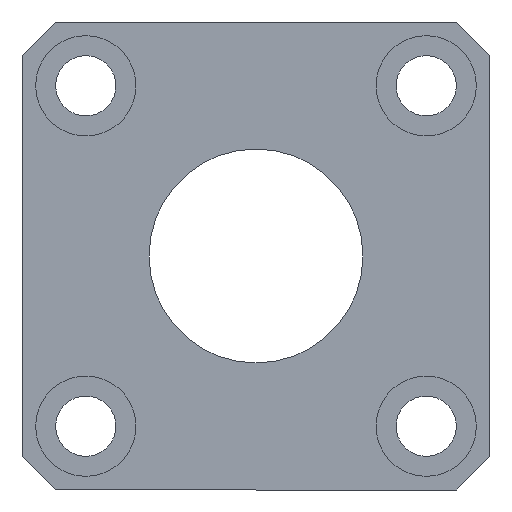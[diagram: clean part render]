
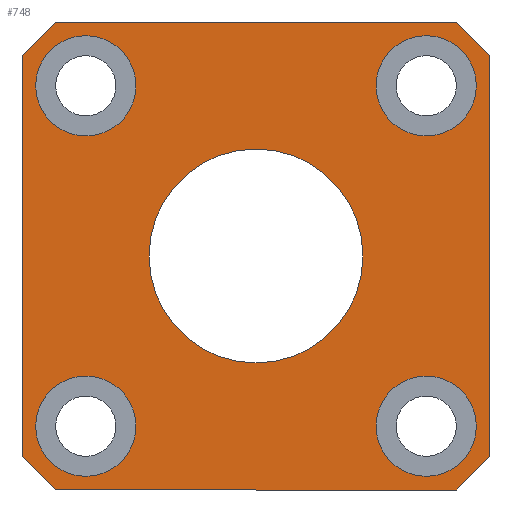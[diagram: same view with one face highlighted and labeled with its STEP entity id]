
A CAD part, left-side view. The second image highlights one B-rep face of the part: STEP entity #748.
In plain terms, the highlighted planar face has unit normal (-1, 0, 0).
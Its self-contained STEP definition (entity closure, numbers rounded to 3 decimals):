
#7 = CARTESIAN_POINT ( 'NONE',  ( 0., 12.728, -8.978 ) ) ;
#14 = VERTEX_POINT ( 'NONE', #27 ) ;
#22 = DIRECTION ( 'NONE',  ( 0., 0.707, -0.707 ) ) ;
#24 = CARTESIAN_POINT ( 'NONE',  ( 0., -12.728, -8.978 ) ) ;
#25 = PLANE ( 'NONE',  #765 ) ;
#27 = CARTESIAN_POINT ( 'NONE',  ( 0., 0., -8. ) ) ;
#36 = VERTEX_POINT ( 'NONE', #24 ) ;
#38 = DIRECTION ( 'NONE',  ( 0., 1., 0. ) ) ;
#45 = VERTEX_POINT ( 'NONE', #48 ) ;
#48 = CARTESIAN_POINT ( 'NONE',  ( 0., -12.728, 16.478 ) ) ;
#50 = DIRECTION ( 'NONE',  ( 0., 0., -1. ) ) ;
#51 = CARTESIAN_POINT ( 'NONE',  ( 0., -15.027, -17.5 ) ) ;
#55 = DIRECTION ( 'NONE',  ( -1., 0., 0. ) ) ;
#58 = VERTEX_POINT ( 'NONE', #91 ) ;
#70 = CARTESIAN_POINT ( 'NONE',  ( 0., 0., 32.527 ) ) ;
#84 = CARTESIAN_POINT ( 'NONE',  ( 0., -17.5, -15.027 ) ) ;
#85 = DIRECTION ( 'NONE',  ( 1., 0., 0. ) ) ;
#86 = VERTEX_POINT ( 'NONE', #7 ) ;
#91 = CARTESIAN_POINT ( 'NONE',  ( 0., 12.728, 16.478 ) ) ;
#94 = DIRECTION ( 'NONE',  ( 0., 0., 1. ) ) ;
#102 = LINE ( 'NONE', #533, #199 ) ;
#105 = VECTOR ( 'NONE', #38, 1000. ) ;
#106 = LINE ( 'NONE', #51, #105 ) ;
#107 = VECTOR ( 'NONE', #22, 1000. ) ;
#111 = LINE ( 'NONE', #84, #107 ) ;
#115 = FACE_BOUND ( 'NONE', #356, .T. ) ;
#117 = FACE_OUTER_BOUND ( 'NONE', #256, .T. ) ;
#120 = FACE_BOUND ( 'NONE', #406, .T. ) ;
#122 = FACE_BOUND ( 'NONE', #353, .T. ) ;
#124 = FACE_BOUND ( 'NONE', #378, .T. ) ;
#134 = CIRCLE ( 'NONE', #758, 3.75 ) ;
#141 = VECTOR ( 'NONE', #546, 1000. ) ;
#145 = FACE_BOUND ( 'NONE', #372, .T. ) ;
#158 = CIRCLE ( 'NONE', #731, 3.75 ) ;
#160 = CIRCLE ( 'NONE', #730, 3.75 ) ;
#169 = LINE ( 'NONE', #549, #141 ) ;
#182 = CIRCLE ( 'NONE', #727, 3.75 ) ;
#183 = CIRCLE ( 'NONE', #701, 8. ) ;
#188 = VECTOR ( 'NONE', #616, 1000. ) ;
#189 = LINE ( 'NONE', #615, #188 ) ;
#196 = LINE ( 'NONE', #534, #208 ) ;
#199 = VECTOR ( 'NONE', #535, 1000. ) ;
#208 = VECTOR ( 'NONE', #423, 1000. ) ;
#224 = EDGE_CURVE ( 'NONE', #424, #574, #250, .T. ) ;
#225 = EDGE_CURVE ( 'NONE', #574, #634, #252, .T. ) ;
#249 = VECTOR ( 'NONE', #420, 1000. ) ;
#250 = LINE ( 'NONE', #628, #249 ) ;
#251 = VECTOR ( 'NONE', #599, 1000. ) ;
#252 = LINE ( 'NONE', #559, #251 ) ;
#256 = EDGE_LOOP ( 'NONE', ( #376, #326, #286, #336, #377, #391, #324, #344 ) ) ;
#279 = ORIENTED_EDGE ( 'NONE', *, *, #683, .F. ) ;
#286 = ORIENTED_EDGE ( 'NONE', *, *, #733, .F. ) ;
#324 = ORIENTED_EDGE ( 'NONE', *, *, #666, .F. ) ;
#326 = ORIENTED_EDGE ( 'NONE', *, *, #224, .F. ) ;
#336 = ORIENTED_EDGE ( 'NONE', *, *, #802, .F. ) ;
#339 = ORIENTED_EDGE ( 'NONE', *, *, #672, .F. ) ;
#344 = ORIENTED_EDGE ( 'NONE', *, *, #670, .F. ) ;
#353 = EDGE_LOOP ( 'NONE', ( #402 ) ) ;
#356 = EDGE_LOOP ( 'NONE', ( #387 ) ) ;
#370 = ORIENTED_EDGE ( 'NONE', *, *, #736, .F. ) ;
#372 = EDGE_LOOP ( 'NONE', ( #339 ) ) ;
#376 = ORIENTED_EDGE ( 'NONE', *, *, #225, .F. ) ;
#377 = ORIENTED_EDGE ( 'NONE', *, *, #752, .F. ) ;
#378 = EDGE_LOOP ( 'NONE', ( #279 ) ) ;
#387 = ORIENTED_EDGE ( 'NONE', *, *, #671, .F. ) ;
#391 = ORIENTED_EDGE ( 'NONE', *, *, #667, .F. ) ;
#402 = ORIENTED_EDGE ( 'NONE', *, *, #682, .F. ) ;
#406 = EDGE_LOOP ( 'NONE', ( #370 ) ) ;
#420 = DIRECTION ( 'NONE',  ( 0., 0., 1. ) ) ;
#421 = VERTEX_POINT ( 'NONE', #603 ) ;
#423 = DIRECTION ( 'NONE',  ( 0., 0., -1. ) ) ;
#424 = VERTEX_POINT ( 'NONE', #614 ) ;
#426 = CARTESIAN_POINT ( 'NONE',  ( 0., -12.728, -12.728 ) ) ;
#478 = VERTEX_POINT ( 'NONE', #630 ) ;
#498 = DIRECTION ( 'NONE',  ( 0., 0., 1. ) ) ;
#529 = DIRECTION ( 'NONE',  ( -1., 0., 0. ) ) ;
#533 = CARTESIAN_POINT ( 'NONE',  ( 0., -15.027, 17.5 ) ) ;
#534 = CARTESIAN_POINT ( 'NONE',  ( 0., -17.5, 15.027 ) ) ;
#535 = DIRECTION ( 'NONE',  ( 0., -0.707, -0.707 ) ) ;
#536 = CARTESIAN_POINT ( 'NONE',  ( 0., -12.728, 12.728 ) ) ;
#539 = CARTESIAN_POINT ( 'NONE',  ( 0., 17.5, 15.027 ) ) ;
#540 = CARTESIAN_POINT ( 'NONE',  ( 0., 0., 0. ) ) ;
#542 = VERTEX_POINT ( 'NONE', #632 ) ;
#543 = CARTESIAN_POINT ( 'NONE',  ( 0., 15.027, 17.5 ) ) ;
#544 = DIRECTION ( 'NONE',  ( 0., 0., 1. ) ) ;
#546 = DIRECTION ( 'NONE',  ( 0., 0.707, 0.707 ) ) ;
#549 = CARTESIAN_POINT ( 'NONE',  ( 0., 15.027, -17.5 ) ) ;
#559 = CARTESIAN_POINT ( 'NONE',  ( 0., 17.5, 15.027 ) ) ;
#560 = DIRECTION ( 'NONE',  ( -1., 0., 0. ) ) ;
#567 = CARTESIAN_POINT ( 'NONE',  ( 0., -15.027, 17.5 ) ) ;
#574 = VERTEX_POINT ( 'NONE', #539 ) ;
#576 = VERTEX_POINT ( 'NONE', #629 ) ;
#577 = VERTEX_POINT ( 'NONE', #567 ) ;
#582 = DIRECTION ( 'NONE',  ( -1., 0., 0. ) ) ;
#585 = DIRECTION ( 'NONE',  ( 0., 0., 1. ) ) ;
#595 = CARTESIAN_POINT ( 'NONE',  ( 0., 12.728, 12.728 ) ) ;
#599 = DIRECTION ( 'NONE',  ( 0., -0.707, 0.707 ) ) ;
#603 = CARTESIAN_POINT ( 'NONE',  ( 0., -17.5, 15.027 ) ) ;
#608 = DIRECTION ( 'NONE',  ( -1., 0., 0. ) ) ;
#614 = CARTESIAN_POINT ( 'NONE',  ( 0., 17.5, -15.027 ) ) ;
#615 = CARTESIAN_POINT ( 'NONE',  ( 0., 15.027, 17.5 ) ) ;
#616 = DIRECTION ( 'NONE',  ( 0., -1., 0. ) ) ;
#625 = DIRECTION ( 'NONE',  ( 0., 0., -1. ) ) ;
#628 = CARTESIAN_POINT ( 'NONE',  ( 0., 17.5, -15.027 ) ) ;
#629 = CARTESIAN_POINT ( 'NONE',  ( 0., 15.027, -17.5 ) ) ;
#630 = CARTESIAN_POINT ( 'NONE',  ( 0., -15.027, -17.5 ) ) ;
#632 = CARTESIAN_POINT ( 'NONE',  ( 0., -17.5, -15.027 ) ) ;
#634 = VERTEX_POINT ( 'NONE', #543 ) ;
#635 = CARTESIAN_POINT ( 'NONE',  ( 0., 12.728, -12.728 ) ) ;
#666 = EDGE_CURVE ( 'NONE', #577, #421, #102, .T. ) ;
#667 = EDGE_CURVE ( 'NONE', #421, #542, #196, .T. ) ;
#670 = EDGE_CURVE ( 'NONE', #634, #577, #189, .T. ) ;
#671 = EDGE_CURVE ( 'NONE', #14, #14, #183, .T. ) ;
#672 = EDGE_CURVE ( 'NONE', #58, #58, #182, .T. ) ;
#682 = EDGE_CURVE ( 'NONE', #86, #86, #160, .T. ) ;
#683 = EDGE_CURVE ( 'NONE', #36, #36, #158, .T. ) ;
#701 = AXIS2_PLACEMENT_3D ( 'NONE', #540, #582, #625 ) ;
#727 = AXIS2_PLACEMENT_3D ( 'NONE', #595, #608, #544 ) ;
#730 = AXIS2_PLACEMENT_3D ( 'NONE', #635, #560, #585 ) ;
#731 = AXIS2_PLACEMENT_3D ( 'NONE', #426, #529, #498 ) ;
#733 = EDGE_CURVE ( 'NONE', #576, #424, #169, .T. ) ;
#736 = EDGE_CURVE ( 'NONE', #45, #45, #134, .T. ) ;
#748 = ADVANCED_FACE ( 'NONE', ( #145, #120, #117, #115, #122, #124 ), #25, .F. ) ;
#752 = EDGE_CURVE ( 'NONE', #542, #478, #111, .T. ) ;
#758 = AXIS2_PLACEMENT_3D ( 'NONE', #536, #55, #94 ) ;
#765 = AXIS2_PLACEMENT_3D ( 'NONE', #70, #85, #50 ) ;
#802 = EDGE_CURVE ( 'NONE', #478, #576, #106, .T. ) ;
